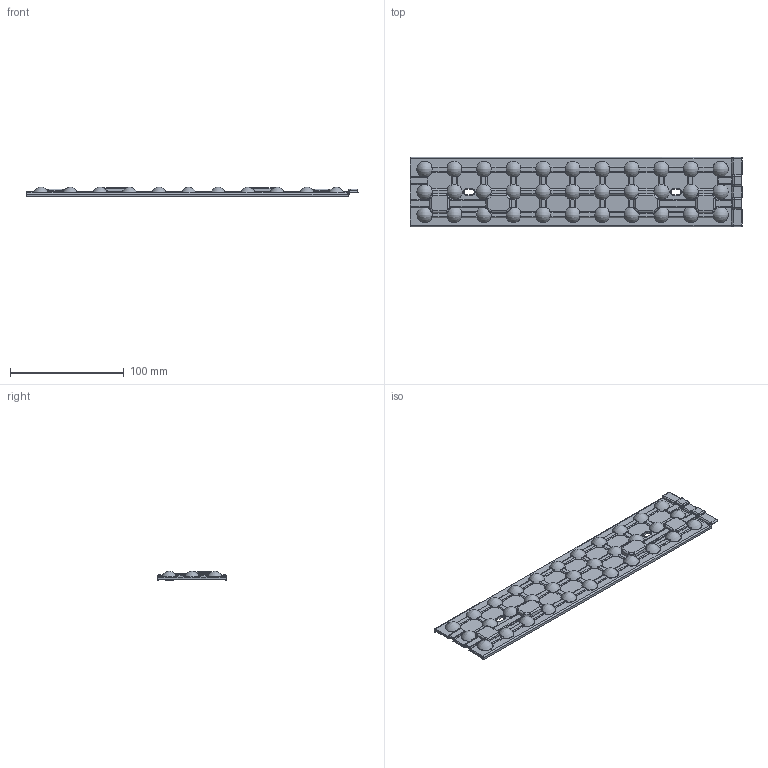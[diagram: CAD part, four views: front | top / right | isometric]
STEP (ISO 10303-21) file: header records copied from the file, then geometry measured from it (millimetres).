
FILE_DESCRIPTION (( 'STEP AP214' ), '1' );
FILE_NAME ('12970_Rev-1_WB_Tri_AS-Flange_Customer.STEP', '2015-10-08T11:14:14', ( '' ), ( '' ), 'SwSTEP 2.0', 'SolidWorks 2014', '' );
FILE_SCHEMA (( 'AUTOMOTIVE_DESIGN' ));
Length unit declared in the file: millimetre
Products named in the file (1): 12970_Rev-1_WB_Tri_AS-Flange_Customer
Bounding box: 292 x 61 x 8.6 mm (x, y, z)
Volume: 46101.1 mm3; surface area: 43332 mm2
Topology: 1 solids, 1 shells, 3384 faces, 8445 edges, 5053 vertices
Faces by surface type: bspline 1501, plane 1070, cylinder 598, sphere 173, cone 30, torus 12
Entity records: 160640 total; most frequent: CARTESIAN_POINT 95256, ORIENTED_EDGE 16722, DIRECTION 9226, EDGE_CURVE 8361, VERTEX_POINT 5053, B_SPLINE_CURVE_WITH_KNOTS 4172, AXIS2_PLACEMENT_3D 3643, EDGE_LOOP 3462
